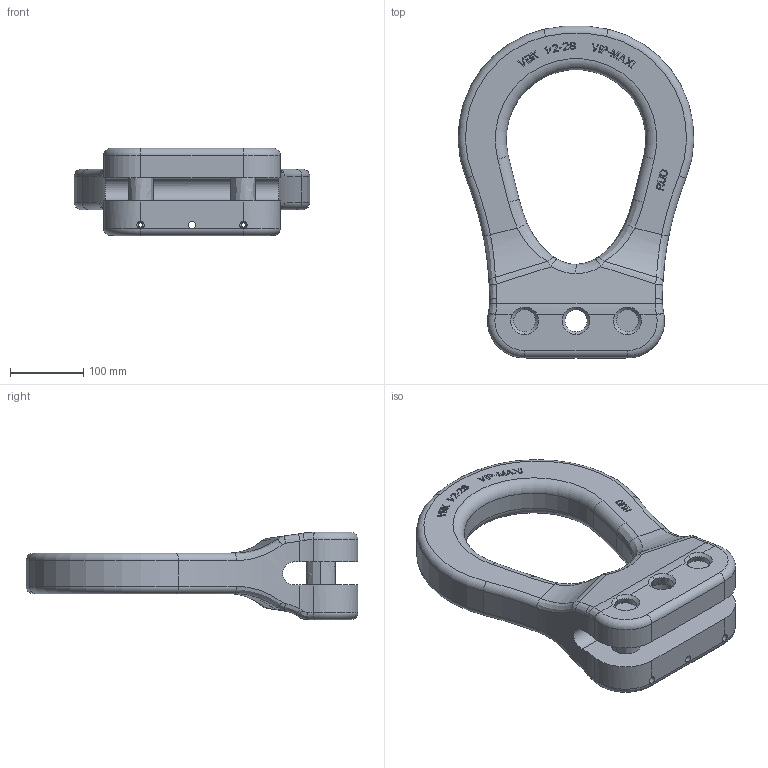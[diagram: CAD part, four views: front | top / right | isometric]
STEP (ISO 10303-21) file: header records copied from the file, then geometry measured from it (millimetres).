
FILE_DESCRIPTION((''),'2;1');
FILE_NAME('001-M34441-P-7','2012-10-15T',('Azubi.TBM'),(''),'PRO/ENGINEER BY PARAMETRIC TECHNOLOGY CORPORATION, 2010140','PRO/ENGINEER BY PARAMETRIC TECHNOLOGY CORPORATION, 2010140','');
FILE_SCHEMA(('CONFIG_CONTROL_DESIGN'));
Length unit declared in the file: millimetre
Products named in the file (1): 001-M34441-P-7
Bounding box: 320.84 x 451.95 x 119 mm (x, y, z)
Volume: 5013820 mm3; surface area: 371120.2 mm2
Topology: 1 solids, 1 shells, 569 faces, 1580 edges, 1021 vertices
Faces by surface type: plane 417, cylinder 62, bspline 46, torus 20, cone 18, extrusion 6
Entity records: 20714 total; most frequent: CARTESIAN_POINT 6459, ORIENTED_EDGE 3160, DIRECTION 2633, EDGE_CURVE 1580, VECTOR 1213, LINE 1207, VERTEX_POINT 1021, AXIS2_PLACEMENT_3D 710
